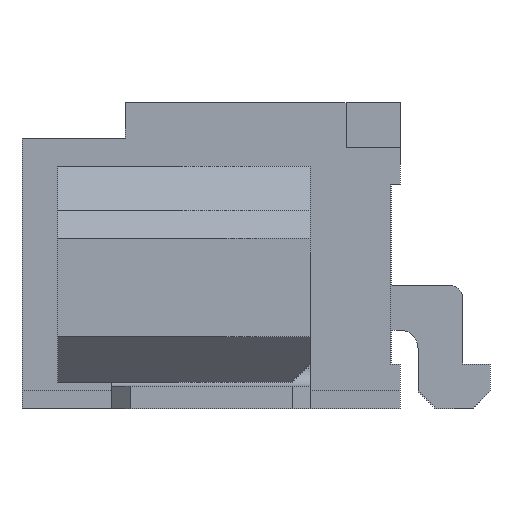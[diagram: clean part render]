
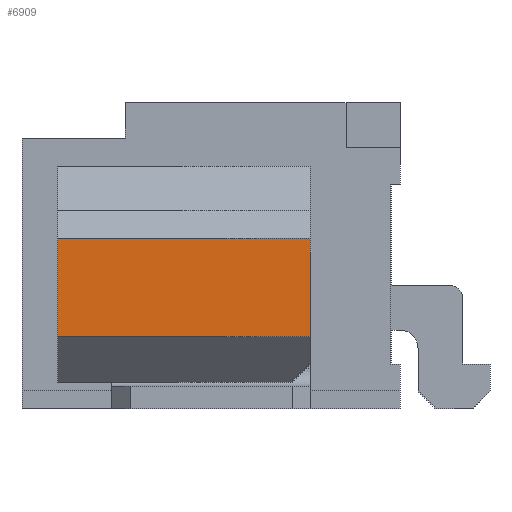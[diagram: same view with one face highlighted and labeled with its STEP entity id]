
A CAD part, left-side view. The second image highlights one B-rep face of the part: STEP entity #6909.
In plain terms, the highlighted planar face has unit normal (-1, 0, 0).
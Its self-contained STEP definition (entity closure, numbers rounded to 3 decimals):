
#1691 = PLANE('',#1692);
#1692 = AXIS2_PLACEMENT_3D('',#1693,#1694,#1695);
#1693 = CARTESIAN_POINT('',(-2.125,-2.225,-1.8));
#1694 = DIRECTION('',(0.,-1.,0.));
#1695 = DIRECTION('',(1.,0.,0.));
#1747 = PLANE('',#1748);
#1748 = AXIS2_PLACEMENT_3D('',#1749,#1750,#1751);
#1749 = CARTESIAN_POINT('',(-2.125,0.575,-1.8));
#1750 = DIRECTION('',(0.,-1.,0.));
#1751 = DIRECTION('',(1.,0.,0.));
#1819 = VERTEX_POINT('',#1820);
#1820 = CARTESIAN_POINT('',(-3.625,-2.225,-1.));
#1834 = PLANE('',#1835);
#1835 = AXIS2_PLACEMENT_3D('',#1836,#1837,#1838);
#1836 = CARTESIAN_POINT('',(-3.625,0.575,-1.));
#1837 = DIRECTION('',(-0.707,0.,-0.707));
#1838 = DIRECTION('',(0.707,0.,-0.707));
#1846 = EDGE_CURVE('',#1847,#1819,#1849,.T.);
#1847 = VERTEX_POINT('',#1848);
#1848 = CARTESIAN_POINT('',(-3.625,-2.225,0.1));
#1849 = SURFACE_CURVE('',#1850,(#1854,#1861),.PCURVE_S1.);
#1850 = LINE('',#1851,#1852);
#1851 = CARTESIAN_POINT('',(-3.625,-2.225,0.1));
#1852 = VECTOR('',#1853,1.);
#1853 = DIRECTION('',(0.,0.,-1.));
#1854 = PCURVE('',#1691,#1855);
#1855 = DEFINITIONAL_REPRESENTATION('',(#1856),#1860);
#1856 = LINE('',#1857,#1858);
#1857 = CARTESIAN_POINT('',(-1.5,1.9));
#1858 = VECTOR('',#1859,1.);
#1859 = DIRECTION('',(0.,-1.));
#1860 = ( GEOMETRIC_REPRESENTATION_CONTEXT(2) 
PARAMETRIC_REPRESENTATION_CONTEXT() REPRESENTATION_CONTEXT('2D SPACE',''
  ) );
#1861 = PCURVE('',#1862,#1867);
#1862 = PLANE('',#1863);
#1863 = AXIS2_PLACEMENT_3D('',#1864,#1865,#1866);
#1864 = CARTESIAN_POINT('',(-3.625,0.575,0.1));
#1865 = DIRECTION('',(-1.,0.,0.));
#1866 = DIRECTION('',(0.,0.,-1.));
#1867 = DEFINITIONAL_REPRESENTATION('',(#1868),#1872);
#1868 = LINE('',#1869,#1870);
#1869 = CARTESIAN_POINT('',(0.,2.8));
#1870 = VECTOR('',#1871,1.);
#1871 = DIRECTION('',(1.,0.));
#1872 = ( GEOMETRIC_REPRESENTATION_CONTEXT(2) 
PARAMETRIC_REPRESENTATION_CONTEXT() REPRESENTATION_CONTEXT('2D SPACE',''
  ) );
#1890 = PLANE('',#1891);
#1891 = AXIS2_PLACEMENT_3D('',#1892,#1893,#1894);
#1892 = CARTESIAN_POINT('',(-3.325,0.575,0.4));
#1893 = DIRECTION('',(-0.707,0.,0.707));
#1894 = DIRECTION('',(-0.707,0.,-0.707));
#2607 = VERTEX_POINT('',#2608);
#2608 = CARTESIAN_POINT('',(-3.625,0.575,-1.));
#2629 = EDGE_CURVE('',#2607,#1819,#2630,.T.);
#2630 = SURFACE_CURVE('',#2631,(#2635,#2642),.PCURVE_S1.);
#2631 = LINE('',#2632,#2633);
#2632 = CARTESIAN_POINT('',(-3.625,0.575,-1.));
#2633 = VECTOR('',#2634,1.);
#2634 = DIRECTION('',(0.,-1.,0.));
#2635 = PCURVE('',#1834,#2636);
#2636 = DEFINITIONAL_REPRESENTATION('',(#2637),#2641);
#2637 = LINE('',#2638,#2639);
#2638 = CARTESIAN_POINT('',(0.,0.));
#2639 = VECTOR('',#2640,1.);
#2640 = DIRECTION('',(0.,1.));
#2641 = ( GEOMETRIC_REPRESENTATION_CONTEXT(2) 
PARAMETRIC_REPRESENTATION_CONTEXT() REPRESENTATION_CONTEXT('2D SPACE',''
  ) );
#2642 = PCURVE('',#1862,#2643);
#2643 = DEFINITIONAL_REPRESENTATION('',(#2644),#2648);
#2644 = LINE('',#2645,#2646);
#2645 = CARTESIAN_POINT('',(1.1,0.));
#2646 = VECTOR('',#2647,1.);
#2647 = DIRECTION('',(0.,1.));
#2648 = ( GEOMETRIC_REPRESENTATION_CONTEXT(2) 
PARAMETRIC_REPRESENTATION_CONTEXT() REPRESENTATION_CONTEXT('2D SPACE',''
  ) );
#6666 = VERTEX_POINT('',#6667);
#6667 = CARTESIAN_POINT('',(-3.625,0.575,0.1));
#6688 = EDGE_CURVE('',#6666,#2607,#6689,.T.);
#6689 = SURFACE_CURVE('',#6690,(#6694,#6701),.PCURVE_S1.);
#6690 = LINE('',#6691,#6692);
#6691 = CARTESIAN_POINT('',(-3.625,0.575,0.1));
#6692 = VECTOR('',#6693,1.);
#6693 = DIRECTION('',(0.,0.,-1.));
#6694 = PCURVE('',#1747,#6695);
#6695 = DEFINITIONAL_REPRESENTATION('',(#6696),#6700);
#6696 = LINE('',#6697,#6698);
#6697 = CARTESIAN_POINT('',(-1.5,1.9));
#6698 = VECTOR('',#6699,1.);
#6699 = DIRECTION('',(0.,-1.));
#6700 = ( GEOMETRIC_REPRESENTATION_CONTEXT(2) 
PARAMETRIC_REPRESENTATION_CONTEXT() REPRESENTATION_CONTEXT('2D SPACE',''
  ) );
#6701 = PCURVE('',#1862,#6702);
#6702 = DEFINITIONAL_REPRESENTATION('',(#6703),#6707);
#6703 = LINE('',#6704,#6705);
#6704 = CARTESIAN_POINT('',(0.,-0.));
#6705 = VECTOR('',#6706,1.);
#6706 = DIRECTION('',(1.,0.));
#6707 = ( GEOMETRIC_REPRESENTATION_CONTEXT(2) 
PARAMETRIC_REPRESENTATION_CONTEXT() REPRESENTATION_CONTEXT('2D SPACE',''
  ) );
#6889 = EDGE_CURVE('',#6666,#1847,#6890,.T.);
#6890 = SURFACE_CURVE('',#6891,(#6895,#6902),.PCURVE_S1.);
#6891 = LINE('',#6892,#6893);
#6892 = CARTESIAN_POINT('',(-3.625,0.575,0.1));
#6893 = VECTOR('',#6894,1.);
#6894 = DIRECTION('',(0.,-1.,0.));
#6895 = PCURVE('',#1890,#6896);
#6896 = DEFINITIONAL_REPRESENTATION('',(#6897),#6901);
#6897 = LINE('',#6898,#6899);
#6898 = CARTESIAN_POINT('',(0.424,0.));
#6899 = VECTOR('',#6900,1.);
#6900 = DIRECTION('',(-0.,1.));
#6901 = ( GEOMETRIC_REPRESENTATION_CONTEXT(2) 
PARAMETRIC_REPRESENTATION_CONTEXT() REPRESENTATION_CONTEXT('2D SPACE',''
  ) );
#6902 = PCURVE('',#1862,#6903);
#6903 = DEFINITIONAL_REPRESENTATION('',(#6904),#6908);
#6904 = LINE('',#6905,#6906);
#6905 = CARTESIAN_POINT('',(0.,-0.));
#6906 = VECTOR('',#6907,1.);
#6907 = DIRECTION('',(0.,1.));
#6908 = ( GEOMETRIC_REPRESENTATION_CONTEXT(2) 
PARAMETRIC_REPRESENTATION_CONTEXT() REPRESENTATION_CONTEXT('2D SPACE',''
  ) );
#6909 = ADVANCED_FACE('',(#6910),#1862,.T.);
#6910 = FACE_BOUND('',#6911,.F.);
#6911 = EDGE_LOOP('',(#6912,#6913,#6914,#6915));
#6912 = ORIENTED_EDGE('',*,*,#6688,.F.);
#6913 = ORIENTED_EDGE('',*,*,#6889,.T.);
#6914 = ORIENTED_EDGE('',*,*,#1846,.T.);
#6915 = ORIENTED_EDGE('',*,*,#2629,.F.);
